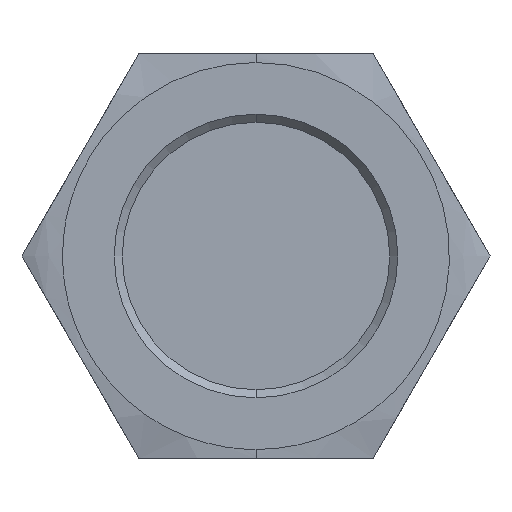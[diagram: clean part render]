
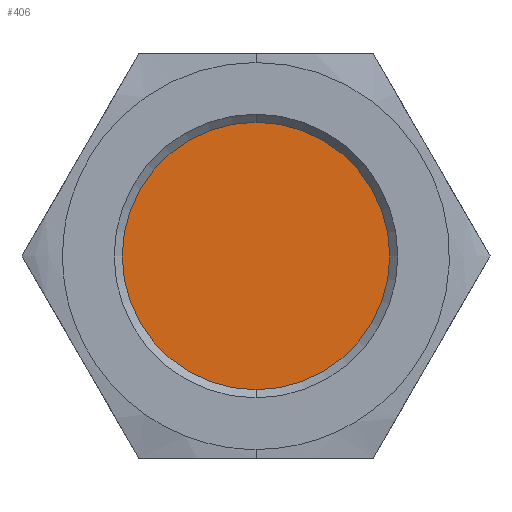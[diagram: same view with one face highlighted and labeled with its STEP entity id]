
A CAD part, front view. The second image highlights one B-rep face of the part: STEP entity #406.
In plain terms, the highlighted planar face has unit normal (0, -1, 0).
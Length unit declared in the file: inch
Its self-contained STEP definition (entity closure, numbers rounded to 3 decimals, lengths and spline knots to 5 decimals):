
#26 = CARTESIAN_POINT ( 'NONE',  ( 0., -0.75, 0. ) ) ;
#68 = CARTESIAN_POINT ( 'NONE',  ( 0., -0.75, 0. ) ) ;
#92 = ORIENTED_EDGE ( 'NONE', *, *, #231, .T. ) ;
#95 = DIRECTION ( 'NONE',  ( 0., 0., -1. ) ) ;
#120 = AXIS2_PLACEMENT_3D ( 'NONE', #68, #687, #325 ) ;
#121 = FACE_OUTER_BOUND ( 'NONE', #789, .T. ) ;
#179 = DIRECTION ( 'NONE',  ( 0., -1., 0. ) ) ;
#231 = EDGE_CURVE ( 'NONE', #481, #572, #469, .T. ) ;
#252 = DIRECTION ( 'NONE',  ( 0., -1., 0. ) ) ;
#273 = AXIS2_PLACEMENT_3D ( 'NONE', #26, #179, #312 ) ;
#312 = DIRECTION ( 'NONE',  ( 0., 0., -1. ) ) ;
#313 = AXIS2_PLACEMENT_3D ( 'NONE', #632, #252, #95 ) ;
#325 = DIRECTION ( 'NONE',  ( 0., 0., -1. ) ) ;
#374 = PLANE ( 'NONE',  #120 ) ;
#376 = CARTESIAN_POINT ( 'NONE',  ( 0., -0.75, 0.0825 ) ) ;
#406 = ADVANCED_FACE ( 'NONE', ( #121 ), #374, .T. ) ;
#419 = CIRCLE ( 'NONE', #273, 0.0825 ) ;
#441 = EDGE_CURVE ( 'NONE', #572, #481, #419, .T. ) ;
#469 = CIRCLE ( 'NONE', #313, 0.0825 ) ;
#481 = VERTEX_POINT ( 'NONE', #376 ) ;
#572 = VERTEX_POINT ( 'NONE', #589 ) ;
#589 = CARTESIAN_POINT ( 'NONE',  ( 0., -0.75, -0.0825 ) ) ;
#632 = CARTESIAN_POINT ( 'NONE',  ( 0., -0.75, 0. ) ) ;
#678 = ORIENTED_EDGE ( 'NONE', *, *, #441, .T. ) ;
#687 = DIRECTION ( 'NONE',  ( 0., -1., 0. ) ) ;
#789 = EDGE_LOOP ( 'NONE', ( #678, #92 ) ) ;
